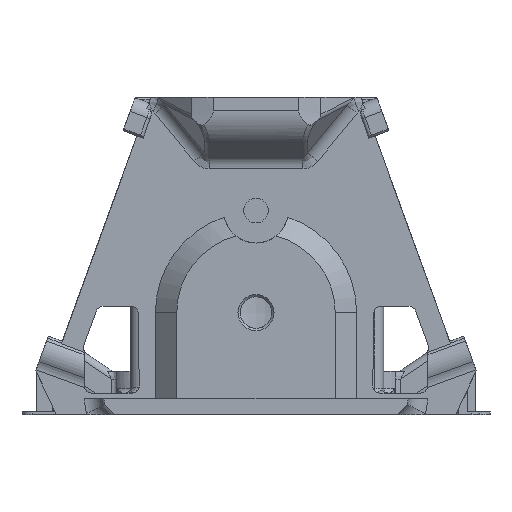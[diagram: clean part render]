
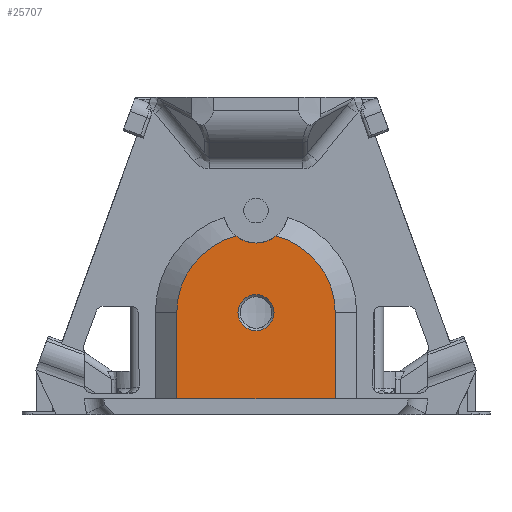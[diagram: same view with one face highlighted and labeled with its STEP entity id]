
A CAD part, front view. The second image highlights one B-rep face of the part: STEP entity #25707.
In plain terms, the highlighted planar face has unit normal (0, -1, 0).
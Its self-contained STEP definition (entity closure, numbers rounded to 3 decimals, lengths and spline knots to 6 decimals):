
#815=CIRCLE('',#27435,0.0025);
#839=CIRCLE('',#27498,0.010979);
#841=CIRCLE('',#27501,0.010979);
#842=CIRCLE('',#27504,0.0045);
#2778=LINE('',#43608,#4899);
#2779=LINE('',#43611,#4900);
#2780=LINE('',#43613,#4901);
#4899=VECTOR('',#31437,1.);
#4900=VECTOR('',#31442,1.);
#4901=VECTOR('',#31443,1.);
#8678=ORIENTED_EDGE('',*,*,#15462,.F.);
#8679=ORIENTED_EDGE('',*,*,#15457,.F.);
#8680=ORIENTED_EDGE('',*,*,#15461,.T.);
#8681=ORIENTED_EDGE('',*,*,#15463,.F.);
#8682=ORIENTED_EDGE('',*,*,#15464,.F.);
#8683=ORIENTED_EDGE('',*,*,#15454,.T.);
#8684=ORIENTED_EDGE('',*,*,#15333,.F.);
#15333=EDGE_CURVE('',#18892,#18892,#815,.T.);
#15454=EDGE_CURVE('',#18988,#18991,#839,.T.);
#15457=EDGE_CURVE('',#18994,#18995,#841,.T.);
#15461=EDGE_CURVE('',#18994,#18997,#2778,.T.);
#15462=EDGE_CURVE('',#18995,#18991,#842,.T.);
#15463=EDGE_CURVE('',#18998,#18997,#2779,.T.);
#15464=EDGE_CURVE('',#18988,#18998,#2780,.T.);
#18892=VERTEX_POINT('',#43286);
#18988=VERTEX_POINT('',#43579);
#18991=VERTEX_POINT('',#43588);
#18994=VERTEX_POINT('',#43595);
#18995=VERTEX_POINT('',#43597);
#18997=VERTEX_POINT('',#43607);
#18998=VERTEX_POINT('',#43612);
#21820=EDGE_LOOP('',(#8678,#8679,#8680,#8681,#8682,#8683));
#21821=EDGE_LOOP('',(#8684));
#23437=FACE_BOUND('',#21820,.T.);
#23438=FACE_BOUND('',#21821,.T.);
#24840=PLANE('',#27503);
#25707=ADVANCED_FACE('',(#23437,#23438),#24840,.T.);
#27435=AXIS2_PLACEMENT_3D('',#43285,#31220,#31221);
#27498=AXIS2_PLACEMENT_3D('',#43589,#31424,#31425);
#27501=AXIS2_PLACEMENT_3D('',#43596,#31431,#31432);
#27503=AXIS2_PLACEMENT_3D('',#43609,#31438,#31439);
#27504=AXIS2_PLACEMENT_3D('',#43610,#31440,#31441);
#31220=DIRECTION('',(0.,-1.,0.));
#31221=DIRECTION('',(1.,0.,0.));
#31424=DIRECTION('',(0.,-1.,0.));
#31425=DIRECTION('',(-1.,0.,0.));
#31431=DIRECTION('',(0.,1.,0.));
#31432=DIRECTION('',(-1.,0.,0.));
#31437=DIRECTION('',(0.,0.,-1.));
#31438=DIRECTION('',(0.,-1.,0.));
#31439=DIRECTION('',(-1.,0.,0.));
#31440=DIRECTION('',(0.,-1.,0.));
#31441=DIRECTION('',(1.,0.,0.));
#31442=DIRECTION('',(-1.,0.,0.));
#31443=DIRECTION('',(0.,0.,-1.));
#43285=CARTESIAN_POINT('',(-0.1154,0.00155,0.01415));
#43286=CARTESIAN_POINT('',(-0.1129,0.00155,0.01415));
#43579=CARTESIAN_POINT('',(-0.104421,0.00155,0.01415));
#43588=CARTESIAN_POINT('',(-0.11261,0.00155,0.024769));
#43589=CARTESIAN_POINT('',(-0.1154,0.00155,0.01415));
#43595=CARTESIAN_POINT('',(-0.126379,0.00155,0.01415));
#43596=CARTESIAN_POINT('',(-0.1154,0.00155,0.01415));
#43597=CARTESIAN_POINT('',(-0.11819,0.00155,0.024769));
#43607=CARTESIAN_POINT('',(-0.126379,0.00155,0.0022));
#43608=CARTESIAN_POINT('',(-0.126379,0.00155,0.01415));
#43609=CARTESIAN_POINT('',(-0.1154,0.00155,0.01415));
#43610=CARTESIAN_POINT('',(-0.1154,0.00155,0.0283));
#43611=CARTESIAN_POINT('',(-0.115398,0.00155,0.0022));
#43612=CARTESIAN_POINT('',(-0.104421,0.00155,0.0022));
#43613=CARTESIAN_POINT('',(-0.104421,0.00155,0.01415));
